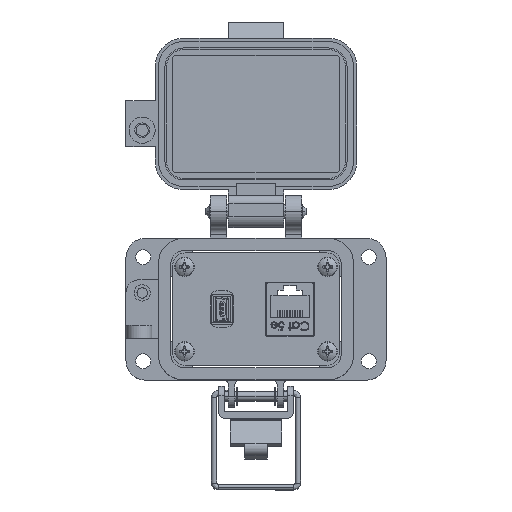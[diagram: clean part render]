
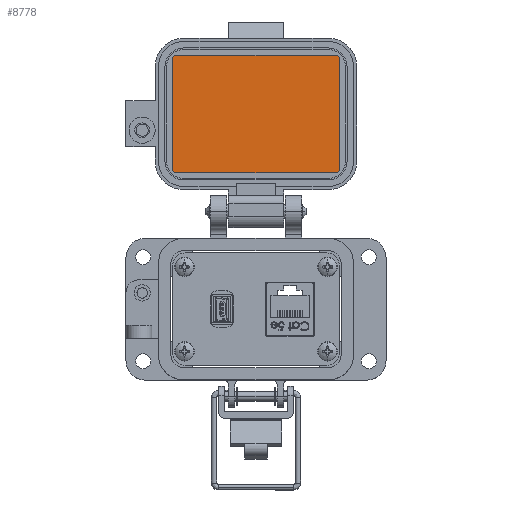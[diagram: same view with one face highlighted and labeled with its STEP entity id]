
A CAD part, top view. The second image highlights one B-rep face of the part: STEP entity #8778.
In plain terms, the highlighted planar face has unit normal (0, 0, 1).
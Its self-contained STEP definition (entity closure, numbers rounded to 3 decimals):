
#539 = VERTEX_POINT ( 'NONE', #65366 ) ;
#3343 = ORIENTED_EDGE ( 'NONE', *, *, #8395, .F. ) ;
#5260 = LINE ( 'NONE', #52682, #50097 ) ;
#8395 = EDGE_CURVE ( 'NONE', #54684, #82598, #46252, .T. ) ;
#8778 = ADVANCED_FACE ( 'NONE', ( #15828 ), #95640, .F. ) ;
#11192 = VECTOR ( 'NONE', #92620, 1000. ) ;
#12852 = EDGE_CURVE ( 'NONE', #82598, #80897, #29199, .T. ) ;
#14964 = CARTESIAN_POINT ( 'NONE',  ( 24.827, 85.458, -23.97 ) ) ;
#15828 = FACE_OUTER_BOUND ( 'NONE', #32226, .T. ) ;
#15949 = AXIS2_PLACEMENT_3D ( 'NONE', #94404, #34699, #27808 ) ;
#16130 = CARTESIAN_POINT ( 'NONE',  ( 25.885, 84.4, -23.97 ) ) ;
#17379 = DIRECTION ( 'NONE',  ( -1., 0., 0. ) ) ;
#19677 = AXIS2_PLACEMENT_3D ( 'NONE', #48223, #40376, #17379 ) ;
#19697 = ORIENTED_EDGE ( 'NONE', *, *, #12852, .F. ) ;
#20006 = DIRECTION ( 'NONE',  ( 1., 0., 0. ) ) ;
#20520 = CARTESIAN_POINT ( 'NONE',  ( -24.827, 49.199, -23.97 ) ) ;
#21246 = DIRECTION ( 'NONE',  ( 0., 1., 0. ) ) ;
#22357 = CARTESIAN_POINT ( 'NONE',  ( 0., 49.199, -23.97 ) ) ;
#22666 = LINE ( 'NONE', #52531, #11192 ) ;
#22815 = EDGE_CURVE ( 'NONE', #24156, #82070, #44138, .T. ) ;
#24156 = VERTEX_POINT ( 'NONE', #14964 ) ;
#25409 = CARTESIAN_POINT ( 'NONE',  ( -25.885, 50.257, -23.97 ) ) ;
#27280 = DIRECTION ( 'NONE',  ( 0., 0., -1. ) ) ;
#27687 = CIRCLE ( 'NONE', #44898, 1.057 ) ;
#27808 = DIRECTION ( 'NONE',  ( -1., 0., 0. ) ) ;
#28611 = CARTESIAN_POINT ( 'NONE',  ( 0., 67.329, -23.97 ) ) ;
#29199 = LINE ( 'NONE', #22357, #93311 ) ;
#30248 = EDGE_CURVE ( 'NONE', #539, #94006, #71862, .T. ) ;
#30722 = AXIS2_PLACEMENT_3D ( 'NONE', #28611, #58459, #21246 ) ;
#30980 = DIRECTION ( 'NONE',  ( 0., 0., -1. ) ) ;
#32226 = EDGE_LOOP ( 'NONE', ( #64128, #46184, #49827, #19697, #3343, #52998, #49618, #59650 ) ) ;
#34699 = DIRECTION ( 'NONE',  ( 0., 0., -1. ) ) ;
#36684 = EDGE_CURVE ( 'NONE', #94006, #24156, #51827, .T. ) ;
#36897 = DIRECTION ( 'NONE',  ( -1., 0., 0. ) ) ;
#37365 = CARTESIAN_POINT ( 'NONE',  ( -24.827, 50.257, -23.97 ) ) ;
#38882 = CARTESIAN_POINT ( 'NONE',  ( 25.885, 50.257, -23.97 ) ) ;
#40376 = DIRECTION ( 'NONE',  ( 0., 0., -1. ) ) ;
#40539 = CARTESIAN_POINT ( 'NONE',  ( -24.827, 85.458, -23.97 ) ) ;
#42468 = DIRECTION ( 'NONE',  ( -1., 0., 0. ) ) ;
#42736 = VERTEX_POINT ( 'NONE', #25409 ) ;
#44138 = CIRCLE ( 'NONE', #15949, 1.057 ) ;
#44820 = EDGE_CURVE ( 'NONE', #42736, #539, #22666, .T. ) ;
#44898 = AXIS2_PLACEMENT_3D ( 'NONE', #37365, #30980, #36897 ) ;
#46184 = ORIENTED_EDGE ( 'NONE', *, *, #44820, .F. ) ;
#46252 = CIRCLE ( 'NONE', #19677, 1.057 ) ;
#48223 = CARTESIAN_POINT ( 'NONE',  ( 24.827, 50.257, -23.97 ) ) ;
#49618 = ORIENTED_EDGE ( 'NONE', *, *, #22815, .F. ) ;
#49827 = ORIENTED_EDGE ( 'NONE', *, *, #92547, .F. ) ;
#50097 = VECTOR ( 'NONE', #59542, 1000. ) ;
#51827 = LINE ( 'NONE', #81696, #52980 ) ;
#52220 = DIRECTION ( 'NONE',  ( -1., 0., 0. ) ) ;
#52531 = CARTESIAN_POINT ( 'NONE',  ( -25.885, 67.329, -23.97 ) ) ;
#52682 = CARTESIAN_POINT ( 'NONE',  ( 25.885, 67.329, -23.97 ) ) ;
#52980 = VECTOR ( 'NONE', #20006, 1000. ) ;
#52998 = ORIENTED_EDGE ( 'NONE', *, *, #68873, .F. ) ;
#54684 = VERTEX_POINT ( 'NONE', #38882 ) ;
#58459 = DIRECTION ( 'NONE',  ( 0., 0., -1. ) ) ;
#59542 = DIRECTION ( 'NONE',  ( 0., -1., 0. ) ) ;
#59650 = ORIENTED_EDGE ( 'NONE', *, *, #36684, .F. ) ;
#64128 = ORIENTED_EDGE ( 'NONE', *, *, #30248, .F. ) ;
#65366 = CARTESIAN_POINT ( 'NONE',  ( -25.885, 84.4, -23.97 ) ) ;
#67184 = AXIS2_PLACEMENT_3D ( 'NONE', #94339, #27280, #42468 ) ;
#68873 = EDGE_CURVE ( 'NONE', #82070, #54684, #5260, .T. ) ;
#71862 = CIRCLE ( 'NONE', #67184, 1.057 ) ;
#80897 = VERTEX_POINT ( 'NONE', #20520 ) ;
#81696 = CARTESIAN_POINT ( 'NONE',  ( 0., 85.458, -23.97 ) ) ;
#82070 = VERTEX_POINT ( 'NONE', #16130 ) ;
#82598 = VERTEX_POINT ( 'NONE', #88255 ) ;
#88255 = CARTESIAN_POINT ( 'NONE',  ( 24.828, 49.199, -23.97 ) ) ;
#92547 = EDGE_CURVE ( 'NONE', #80897, #42736, #27687, .T. ) ;
#92620 = DIRECTION ( 'NONE',  ( 0., 1., 0. ) ) ;
#93311 = VECTOR ( 'NONE', #52220, 1000. ) ;
#94006 = VERTEX_POINT ( 'NONE', #40539 ) ;
#94339 = CARTESIAN_POINT ( 'NONE',  ( -24.827, 84.4, -23.97 ) ) ;
#94404 = CARTESIAN_POINT ( 'NONE',  ( 24.827, 84.4, -23.97 ) ) ;
#95640 = PLANE ( 'NONE',  #30722 ) ;
